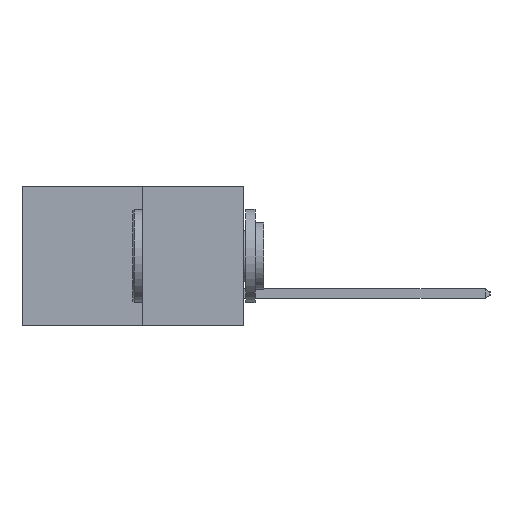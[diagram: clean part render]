
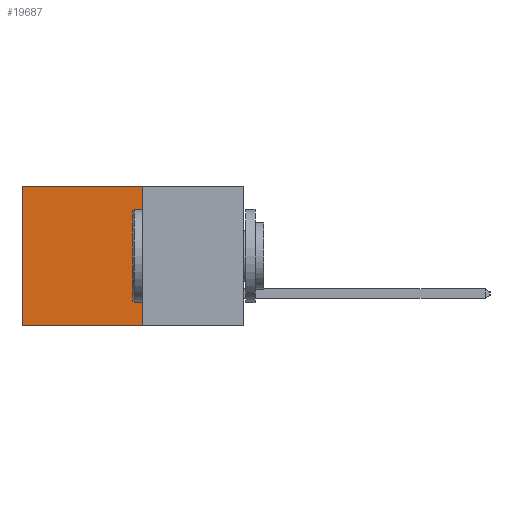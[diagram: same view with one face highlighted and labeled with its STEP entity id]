
A CAD part, left-side view. The second image highlights one B-rep face of the part: STEP entity #19687.
In plain terms, the highlighted planar face has unit normal (-1, 0, 0).
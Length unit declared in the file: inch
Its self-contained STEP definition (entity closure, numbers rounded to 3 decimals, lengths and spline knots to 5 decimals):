
#436 = EDGE_CURVE ( 'NONE', #11670, #864, #15046, .T. ) ;
#864 = VERTEX_POINT ( 'NONE', #18801 ) ;
#1197 = VECTOR ( 'NONE', #5794, 39.37008 ) ;
#1689 = EDGE_LOOP ( 'NONE', ( #2016, #4564, #10658, #14496 ) ) ;
#1878 = VECTOR ( 'NONE', #18603, 39.37008 ) ;
#2016 = ORIENTED_EDGE ( 'NONE', *, *, #436, .T. ) ;
#2040 = DIRECTION ( 'NONE',  ( 1., 0., 0. ) ) ;
#2846 = LINE ( 'NONE', #10407, #14034 ) ;
#2864 = CARTESIAN_POINT ( 'NONE',  ( 0.277, 0.59, -0.37 ) ) ;
#3364 = EDGE_CURVE ( 'NONE', #17371, #14066, #8973, .T. ) ;
#4564 = ORIENTED_EDGE ( 'NONE', *, *, #12192, .F. ) ;
#4926 = CARTESIAN_POINT ( 'NONE',  ( 0.277, 0.27, -0.37 ) ) ;
#4996 = DIRECTION ( 'NONE',  ( 0., 0., -1. ) ) ;
#5794 = DIRECTION ( 'NONE',  ( 0., 1., 0. ) ) ;
#5802 = CARTESIAN_POINT ( 'NONE',  ( 0.277, 0.27, -0.37 ) ) ;
#6049 = EDGE_CURVE ( 'NONE', #17371, #11670, #2846, .T. ) ;
#8973 = LINE ( 'NONE', #4926, #12233 ) ;
#9834 = DIRECTION ( 'NONE',  ( 0., 1., 0. ) ) ;
#10407 = CARTESIAN_POINT ( 'NONE',  ( 0.277, 0.27, 0. ) ) ;
#10658 = ORIENTED_EDGE ( 'NONE', *, *, #3364, .F. ) ;
#10744 = FACE_OUTER_BOUND ( 'NONE', #1689, .T. ) ;
#11600 = CARTESIAN_POINT ( 'NONE',  ( 0.277, 0.27, -0.37 ) ) ;
#11670 = VERTEX_POINT ( 'NONE', #15655 ) ;
#12192 = EDGE_CURVE ( 'NONE', #14066, #864, #13873, .T. ) ;
#12233 = VECTOR ( 'NONE', #4996, 39.37008 ) ;
#13192 = DIRECTION ( 'NONE',  ( 0., 0., -1. ) ) ;
#13645 = CARTESIAN_POINT ( 'NONE',  ( 0.277, 0.27, -0.37 ) ) ;
#13873 = LINE ( 'NONE', #13645, #1197 ) ;
#14034 = VECTOR ( 'NONE', #9834, 39.37008 ) ;
#14066 = VERTEX_POINT ( 'NONE', #5802 ) ;
#14496 = ORIENTED_EDGE ( 'NONE', *, *, #6049, .T. ) ;
#15046 = LINE ( 'NONE', #2864, #1878 ) ;
#15655 = CARTESIAN_POINT ( 'NONE',  ( 0.277, 0.59, 0. ) ) ;
#17371 = VERTEX_POINT ( 'NONE', #20398 ) ;
#18603 = DIRECTION ( 'NONE',  ( 0., 0., -1. ) ) ;
#18801 = CARTESIAN_POINT ( 'NONE',  ( 0.277, 0.59, -0.37 ) ) ;
#19323 = PLANE ( 'NONE',  #19876 ) ;
#19687 = ADVANCED_FACE ( 'NONE', ( #10744 ), #19323, .F. ) ;
#19876 = AXIS2_PLACEMENT_3D ( 'NONE', #11600, #2040, #13192 ) ;
#20398 = CARTESIAN_POINT ( 'NONE',  ( 0.277, 0.27, 0. ) ) ;
